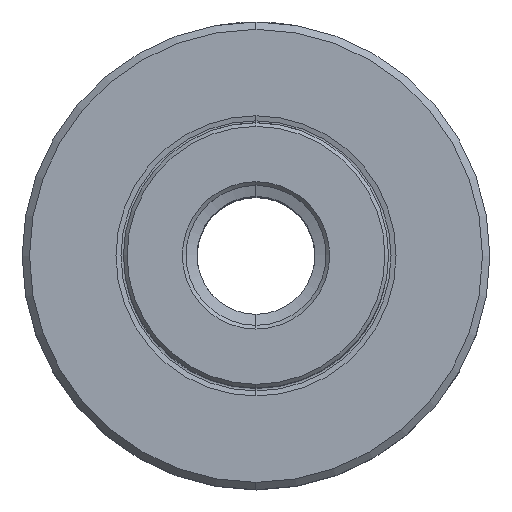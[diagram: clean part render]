
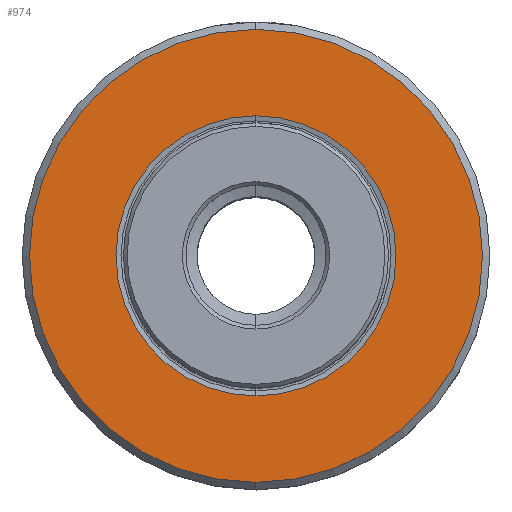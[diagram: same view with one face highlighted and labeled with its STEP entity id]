
A CAD part, top view. The second image highlights one B-rep face of the part: STEP entity #974.
In plain terms, the highlighted planar face has unit normal (0, 0, 1).
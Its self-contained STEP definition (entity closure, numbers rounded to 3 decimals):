
#454=VERTEX_POINT('NONE',#1255);
#564=EDGE_CURVE('NONE',#944,#1012,#1379,.T.);
#574=VERTEX_POINT('NONE',#1390);
#746=EDGE_CURVE('NONE',#454,#574,#1586,.T.);
#778=EDGE_CURVE('NONE',#574,#454,#1622,.T.);
#780=EDGE_CURVE('NONE',#1012,#944,#1624,.T.);
#944=VERTEX_POINT('NONE',#1802);
#974=ADVANCED_FACE('NONE',(#1837,#1838),#1839,.T.);
#1012=VERTEX_POINT('NONE',#1882);
#1255=CARTESIAN_POINT('',(0.,-19.012,0.));
#1379=CIRCLE('',#2564,30.75);
#1390=CARTESIAN_POINT('',(0.0,19.012,0.));
#1586=CIRCLE('',#3078,19.012);
#1622=CIRCLE('',#3196,19.012);
#1624=CIRCLE('',#3199,30.75);
#1802=CARTESIAN_POINT('',(0.,30.75,0.0));
#1837=FACE_OUTER_BOUND('',#3713,.T.);
#1838=FACE_BOUND('',#3714,.T.);
#1839=PLANE('',#3715);
#1882=CARTESIAN_POINT('',(0.0,-30.75,0.0));
#2564=AXIS2_PLACEMENT_3D('',#4401,#4402,#4403);
#3078=AXIS2_PLACEMENT_3D('',#4661,#4662,#4663);
#3196=AXIS2_PLACEMENT_3D('',#4708,#4709,#4710);
#3199=AXIS2_PLACEMENT_3D('',#4711,#4712,#4713);
#3713=EDGE_LOOP('',(#4952,#4953));
#3714=EDGE_LOOP('',(#4954,#4955));
#3715=AXIS2_PLACEMENT_3D('',#4956,#4957,#4958);
#4401=CARTESIAN_POINT('',(0.0,0.0,0.0));
#4402=DIRECTION('',(0.0,0.0,-1.0));
#4403=DIRECTION('',(0.0,-1.0,0.0));
#4661=CARTESIAN_POINT('',(0.0,0.0,0.));
#4662=DIRECTION('',(0.0,0.0,-1.0));
#4663=DIRECTION('',(0.0,-1.0,0.0));
#4708=CARTESIAN_POINT('',(0.0,0.0,0.));
#4709=DIRECTION('',(0.0,0.0,-1.0));
#4710=DIRECTION('',(0.0,-1.0,0.0));
#4711=CARTESIAN_POINT('',(0.0,0.0,0.0));
#4712=DIRECTION('',(0.0,0.0,-1.0));
#4713=DIRECTION('',(0.0,-1.0,0.0));
#4952=ORIENTED_EDGE('',*,*,#780,.F.);
#4953=ORIENTED_EDGE('',*,*,#564,.F.);
#4954=ORIENTED_EDGE('',*,*,#778,.T.);
#4955=ORIENTED_EDGE('',*,*,#746,.T.);
#4956=CARTESIAN_POINT('',(-30.75,0.0,0.));
#4957=DIRECTION('',(0.0,-0.0,1.0));
#4958=DIRECTION('',(0.0,1.0,0.0));
